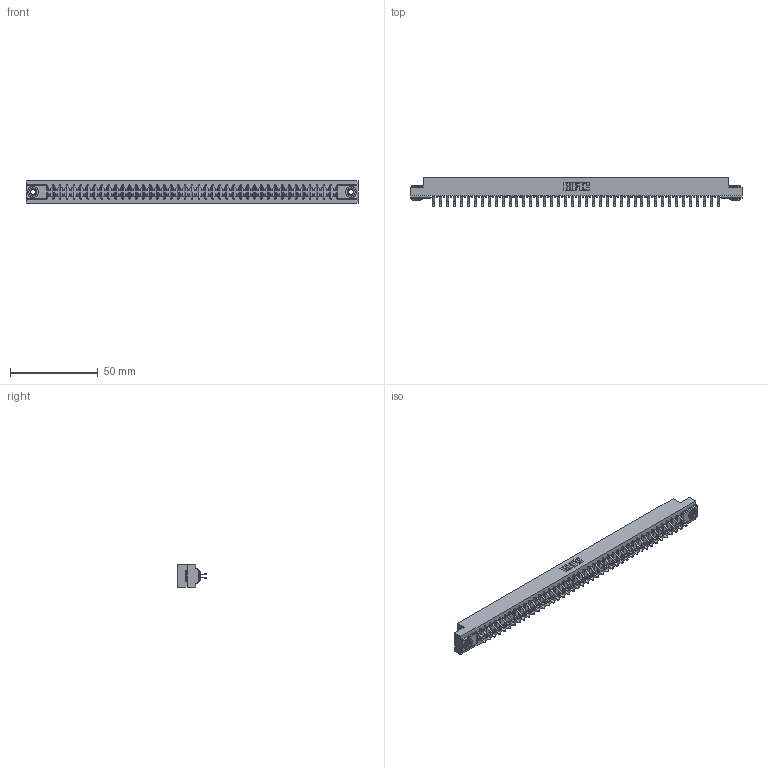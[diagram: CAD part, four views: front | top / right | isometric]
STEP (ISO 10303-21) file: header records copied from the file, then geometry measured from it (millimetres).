
FILE_DESCRIPTION (( 'STEP AP203' ), '1' );
FILE_NAME ('357-084-556-203.STEP', '2019-09-19T18:12:38', ( '' ), ( '' ), 'SwSTEP 2.0', 'SolidWorks 2016', '' );
FILE_SCHEMA (( 'CONFIG_CONTROL_DESIGN' ));
Length unit declared in the file: inch
Products named in the file (4): 307-290-001_556; 357-084-556-203; 307 Part_.156 Dia Mounting Holes; 345-250-002_345-250-002-102
Assembly tree (87 placements, depth 2):
  357-084-556-203
    307 Part_.156 Dia Mounting Holes
    307-290-001_556  x84
    345-250-002_345-250-002-102  x2
Bounding box: 189.43 x 16.97 x 12.7 mm (x, y, z)
Volume: 20130.1 mm3; surface area: 24659.5 mm2
Topology: 87 solids, 87 shells, 4413 faces, 12363 edges, 8010 vertices
Faces by surface type: plane 2866, cylinder 1453, sphere 86, cone 8
Entity records: 38519 total; most frequent: CARTESIAN_POINT 6283, ORIENTED_EDGE 6218, DIRECTION 6169, EDGE_CURVE 3109, LINE 2377, VECTOR 2377, VERTEX_POINT 2010, AXIS2_PLACEMENT_3D 1896
